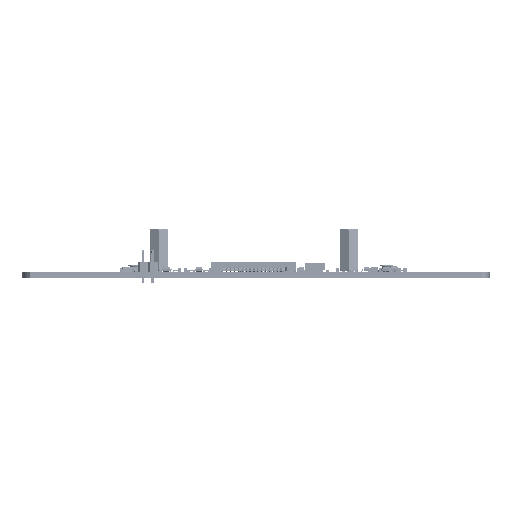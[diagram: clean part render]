
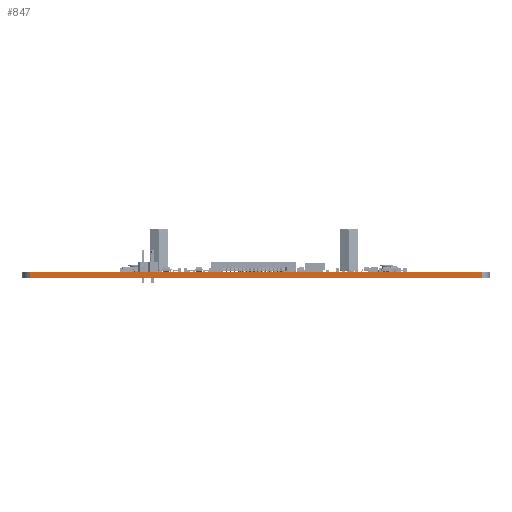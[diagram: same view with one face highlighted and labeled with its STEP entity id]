
A CAD part, left-side view. The second image highlights one B-rep face of the part: STEP entity #847.
In plain terms, the highlighted planar face has unit normal (-1, 0, 0).
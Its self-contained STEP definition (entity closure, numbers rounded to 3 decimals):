
#493 = EDGE_CURVE('',#494,#496,#498,.T.);
#494 = VERTEX_POINT('',#495);
#495 = CARTESIAN_POINT('',(0.007,-8.982,0.)
  );
#496 = VERTEX_POINT('',#497);
#497 = CARTESIAN_POINT('',(0.007,-8.982,
    1.591));
#498 = LINE('',#499,#500);
#499 = CARTESIAN_POINT('',(0.007,-8.982,0.)
  );
#500 = VECTOR('',#501,1.);
#501 = DIRECTION('',(0.,0.,1.));
#820 = VERTEX_POINT('',#821);
#821 = CARTESIAN_POINT('',(0.,108.,1.591));
#828 = EDGE_CURVE('',#829,#820,#831,.T.);
#829 = VERTEX_POINT('',#830);
#830 = CARTESIAN_POINT('',(0.,108.,0.));
#831 = LINE('',#832,#833);
#832 = CARTESIAN_POINT('',(0.,108.,0.));
#833 = VECTOR('',#834,1.);
#834 = DIRECTION('',(0.,0.,1.));
#847 = ADVANCED_FACE('',(#848),#864,.F.);
#848 = FACE_BOUND('',#849,.F.);
#849 = EDGE_LOOP('',(#850,#851,#857,#858));
#850 = ORIENTED_EDGE('',*,*,#828,.T.);
#851 = ORIENTED_EDGE('',*,*,#852,.T.);
#852 = EDGE_CURVE('',#820,#496,#853,.T.);
#853 = LINE('',#854,#855);
#854 = CARTESIAN_POINT('',(0.,108.,1.591));
#855 = VECTOR('',#856,1.);
#856 = DIRECTION('',(0.,-1.,0.));
#857 = ORIENTED_EDGE('',*,*,#493,.F.);
#858 = ORIENTED_EDGE('',*,*,#859,.F.);
#859 = EDGE_CURVE('',#829,#494,#860,.T.);
#860 = LINE('',#861,#862);
#861 = CARTESIAN_POINT('',(0.,108.,0.));
#862 = VECTOR('',#863,1.);
#863 = DIRECTION('',(0.,-1.,0.));
#864 = PLANE('',#865);
#865 = AXIS2_PLACEMENT_3D('',#866,#867,#868);
#866 = CARTESIAN_POINT('',(0.,108.,0.));
#867 = DIRECTION('',(1.,0.,0.));
#868 = DIRECTION('',(0.,-1.,0.));
